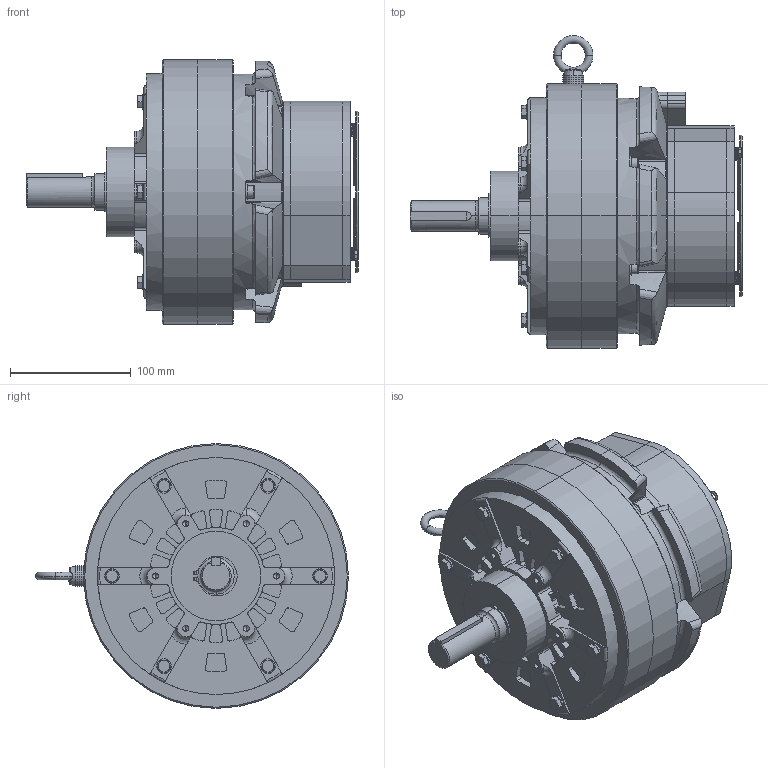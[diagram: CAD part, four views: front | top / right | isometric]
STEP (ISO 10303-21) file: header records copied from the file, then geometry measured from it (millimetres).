
FILE_DESCRIPTION (( 'STEP AP203' ), '1' );
FILE_NAME ('YPP616710.STEP', '2020-12-25T01:24:07', ( '' ), ( '' ), 'SwSTEP 2.0', 'SolidWorks 2016', '' );
FILE_SCHEMA (( 'CONFIG_CONTROL_DESIGN' ));
Length unit declared in the file: millimetre
Products named in the file (1): YPP616710
Bounding box: 274.5 x 258.7 x 219 mm (x, y, z)
Volume: 5033908.4 mm3; surface area: 431505.4 mm2
Topology: 51 solids, 51 shells, 907 faces, 2240 edges, 1429 vertices
Faces by surface type: cylinder 361, plane 343, torus 99, cone 68, bspline 36
Entity records: 29208 total; most frequent: CARTESIAN_POINT 7569, DIRECTION 4683, ORIENTED_EDGE 4424, EDGE_CURVE 2212, AXIS2_PLACEMENT_3D 1881, VERTEX_POINT 1429, CIRCLE 1009, EDGE_LOOP 953
